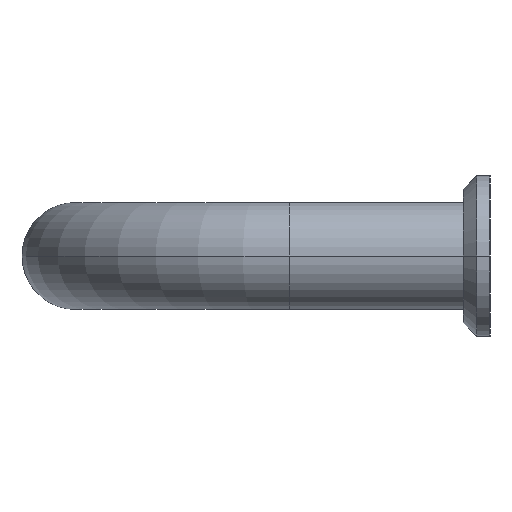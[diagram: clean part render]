
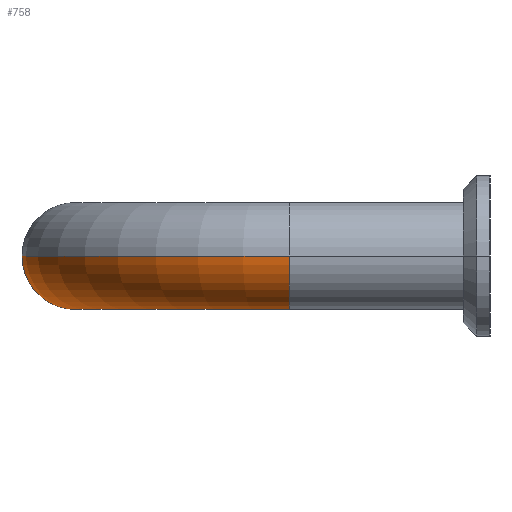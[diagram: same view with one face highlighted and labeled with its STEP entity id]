
A CAD part, left-side view. The second image highlights one B-rep face of the part: STEP entity #758.
In plain terms, the highlighted toroidal (fillet/blend) face has major radius 16 mm and minor radius 4 mm.
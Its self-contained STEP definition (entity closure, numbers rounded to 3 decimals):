
#288=VERTEX_POINT('',#794);
#302=EDGE_CURVE('',#288,#442,#808,.T.);
#432=EDGE_CURVE('',#718,#496,#950,.T.);
#442=VERTEX_POINT('',#961);
#458=VERTEX_POINT('',#977);
#496=VERTEX_POINT('',#1019);
#520=EDGE_CURVE('',#442,#458,#1048,.T.);
#698=EDGE_CURVE('',#496,#288,#1260,.T.);
#718=VERTEX_POINT('',#1281);
#726=EDGE_CURVE('',#718,#458,#1289,.T.);
#758=ADVANCED_FACE('',(#1328),#1329,.T.);
#794=CARTESIAN_POINT('',(16.0,31.0,-4.0));
#808=CIRCLE('',#1381,4.0);
#950=CIRCLE('',#1570,12.0);
#961=CARTESIAN_POINT('',(16.0,35.0,0.));
#977=CARTESIAN_POINT('',(-4.0,15.0,0.));
#1019=CARTESIAN_POINT('',(16.0,27.0,0.));
#1048=CIRCLE('',#1689,20.0);
#1260=CIRCLE('',#1961,4.0);
#1281=CARTESIAN_POINT('',(4.0,15.0,0.0));
#1289=CIRCLE('',#2001,4.0);
#1328=FACE_OUTER_BOUND('',#2048,.T.);
#1329=TOROIDAL_SURFACE('',#2049,16.0,4.0);
#1381=AXIS2_PLACEMENT_3D('',#2073,#2074,#2075);
#1570=AXIS2_PLACEMENT_3D('',#2244,#2245,#2246);
#1689=AXIS2_PLACEMENT_3D('',#2360,#2361,#2362);
#1961=AXIS2_PLACEMENT_3D('',#2658,#2659,#2660);
#2001=AXIS2_PLACEMENT_3D('',#2679,#2680,#2681);
#2048=EDGE_LOOP('',(#2753,#2754,#2755,#2756,#2757));
#2049=AXIS2_PLACEMENT_3D('',#2758,#2759,#2760);
#2073=CARTESIAN_POINT('',(16.0,31.0,0.0));
#2074=DIRECTION('',(1.0,0.0,0.0));
#2075=DIRECTION('',(0.0,1.0,0.0));
#2244=CARTESIAN_POINT('',(16.0,15.0,0.));
#2245=DIRECTION('',(0.0,0.0,-1.0));
#2246=DIRECTION('',(1.0,0.0,0.0));
#2360=CARTESIAN_POINT('',(16.0,15.0,0.));
#2361=DIRECTION('',(0.0,0.0,1.0));
#2362=DIRECTION('',(1.0,0.0,0.0));
#2658=CARTESIAN_POINT('',(16.0,31.0,0.0));
#2659=DIRECTION('',(1.0,0.0,0.0));
#2660=DIRECTION('',(0.0,1.0,0.0));
#2679=CARTESIAN_POINT('',(0.0,15.0,0.0));
#2680=DIRECTION('',(-0.0,1.0,0.0));
#2681=DIRECTION('',(1.0,0.0,0.0));
#2753=ORIENTED_EDGE('',*,*,#520,.F.);
#2754=ORIENTED_EDGE('',*,*,#302,.F.);
#2755=ORIENTED_EDGE('',*,*,#698,.F.);
#2756=ORIENTED_EDGE('',*,*,#432,.F.);
#2757=ORIENTED_EDGE('',*,*,#726,.T.);
#2758=CARTESIAN_POINT('',(16.0,15.0,0.0));
#2759=DIRECTION('',(0.0,0.0,1.0));
#2760=DIRECTION('',(1.0,0.0,0.0));
